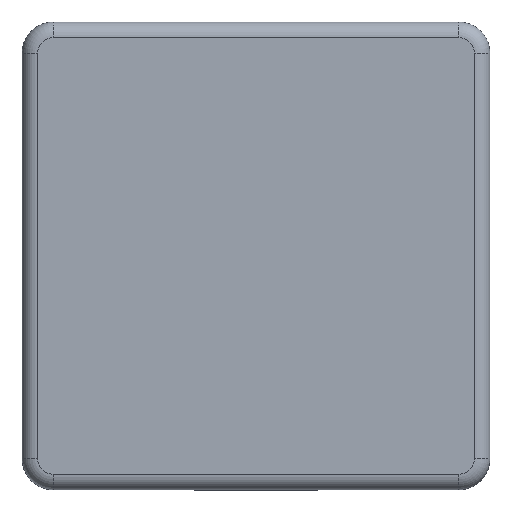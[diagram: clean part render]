
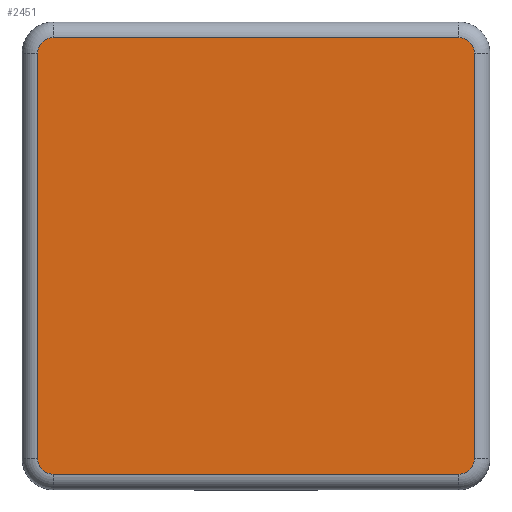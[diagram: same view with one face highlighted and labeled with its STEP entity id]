
A CAD part, top view. The second image highlights one B-rep face of the part: STEP entity #2451.
In plain terms, the highlighted planar face has unit normal (0, 0, 1).
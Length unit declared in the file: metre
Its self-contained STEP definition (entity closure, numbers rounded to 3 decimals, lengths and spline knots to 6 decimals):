
#28=CIRCLE('',#2615,0.001);
#29=CIRCLE('',#2616,0.001);
#30=CIRCLE('',#2617,0.001);
#31=CIRCLE('',#2618,0.001);
#148=ORIENTED_EDGE('',*,*,#860,.T.);
#149=ORIENTED_EDGE('',*,*,#861,.T.);
#150=ORIENTED_EDGE('',*,*,#862,.T.);
#151=ORIENTED_EDGE('',*,*,#863,.T.);
#152=ORIENTED_EDGE('',*,*,#864,.T.);
#153=ORIENTED_EDGE('',*,*,#865,.T.);
#154=ORIENTED_EDGE('',*,*,#866,.T.);
#155=ORIENTED_EDGE('',*,*,#867,.T.);
#860=EDGE_CURVE('',#1212,#1213,#28,.T.);
#861=EDGE_CURVE('',#1213,#1214,#1432,.F.);
#862=EDGE_CURVE('',#1214,#1215,#29,.T.);
#863=EDGE_CURVE('',#1215,#1216,#1433,.T.);
#864=EDGE_CURVE('',#1216,#1217,#30,.T.);
#865=EDGE_CURVE('',#1217,#1218,#1434,.T.);
#866=EDGE_CURVE('',#1218,#1219,#31,.T.);
#867=EDGE_CURVE('',#1219,#1212,#1435,.F.);
#1212=VERTEX_POINT('',#3637);
#1213=VERTEX_POINT('',#3638);
#1214=VERTEX_POINT('',#3640);
#1215=VERTEX_POINT('',#3642);
#1216=VERTEX_POINT('',#3644);
#1217=VERTEX_POINT('',#3646);
#1218=VERTEX_POINT('',#3648);
#1219=VERTEX_POINT('',#3650);
#1432=LINE('',#3639,#1772);
#1433=LINE('',#3643,#1773);
#1434=LINE('',#3647,#1774);
#1435=LINE('',#3651,#1775);
#1772=VECTOR('',#2887,1.);
#1773=VECTOR('',#2890,1.);
#1774=VECTOR('',#2893,1.);
#1775=VECTOR('',#2896,1.);
#2025=EDGE_LOOP('',(#148,#149,#150,#151,#152,#153,#154,#155));
#2171=FACE_BOUND('',#2025,.T.);
#2317=PLANE('',#2614);
#2451=ADVANCED_FACE('',(#2171),#2317,.T.);
#2614=AXIS2_PLACEMENT_3D('',#3635,#2883,#2884);
#2615=AXIS2_PLACEMENT_3D('',#3636,#2885,#2886);
#2616=AXIS2_PLACEMENT_3D('',#3641,#2888,#2889);
#2617=AXIS2_PLACEMENT_3D('',#3645,#2891,#2892);
#2618=AXIS2_PLACEMENT_3D('',#3649,#2894,#2895);
#2883=DIRECTION('',(0.,0.,1.));
#2884=DIRECTION('',(1.,0.,0.));
#2885=DIRECTION('',(0.,0.,1.));
#2886=DIRECTION('',(1.,0.,0.));
#2887=DIRECTION('',(-1.,0.,0.));
#2888=DIRECTION('',(0.,0.,1.));
#2889=DIRECTION('',(1.,0.,0.));
#2890=DIRECTION('',(0.,1.,0.));
#2891=DIRECTION('',(0.,0.,1.));
#2892=DIRECTION('',(1.,0.,0.));
#2893=DIRECTION('',(-1.,0.,0.));
#2894=DIRECTION('',(0.,0.,1.));
#2895=DIRECTION('',(1.,0.,0.));
#2896=DIRECTION('',(0.,1.,0.));
#3635=CARTESIAN_POINT('',(0.,0.,0.003));
#3636=CARTESIAN_POINT('',(-0.013,-0.013,0.003));
#3637=CARTESIAN_POINT('',(-0.014,-0.013,0.003));
#3638=CARTESIAN_POINT('',(-0.013,-0.014,0.003));
#3639=CARTESIAN_POINT('',(0.,-0.014,0.003));
#3640=CARTESIAN_POINT('',(0.013,-0.014,0.003));
#3641=CARTESIAN_POINT('',(0.013,-0.013,0.003));
#3642=CARTESIAN_POINT('',(0.014,-0.013,0.003));
#3643=CARTESIAN_POINT('',(0.014,0.013,0.003));
#3644=CARTESIAN_POINT('',(0.014,0.013,0.003));
#3645=CARTESIAN_POINT('',(0.013,0.013,0.003));
#3646=CARTESIAN_POINT('',(0.013,0.014,0.003));
#3647=CARTESIAN_POINT('',(-0.013,0.014,0.003));
#3648=CARTESIAN_POINT('',(-0.013,0.014,0.003));
#3649=CARTESIAN_POINT('',(-0.013,0.013,0.003));
#3650=CARTESIAN_POINT('',(-0.014,0.013,0.003));
#3651=CARTESIAN_POINT('',(-0.014,0.,0.003));
